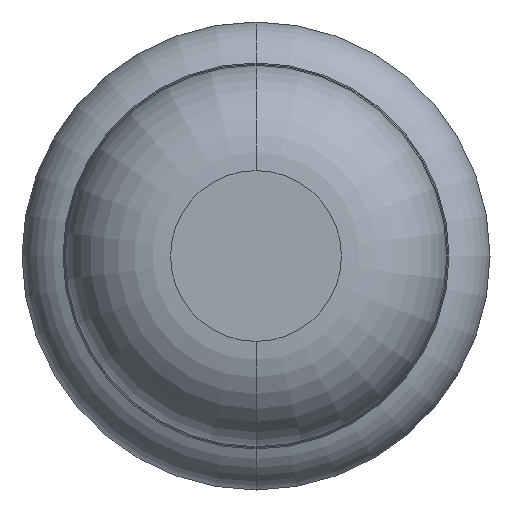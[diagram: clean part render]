
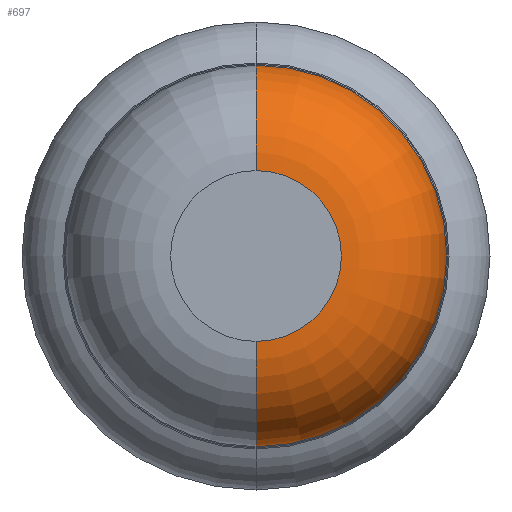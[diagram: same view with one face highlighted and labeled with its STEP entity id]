
A CAD part, front view. The second image highlights one B-rep face of the part: STEP entity #697.
In plain terms, the highlighted toroidal (fillet/blend) face has major radius 0.365 mm and minor radius 0.45 mm.
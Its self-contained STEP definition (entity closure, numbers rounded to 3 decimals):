
#68 = DIRECTION ( 'NONE',  ( 0., 0., 1. ) ) ;
#166 = VERTEX_POINT ( 'NONE', #3373 ) ;
#178 = EDGE_CURVE ( 'NONE', #166, #3122, #3772, .T. ) ;
#250 = CARTESIAN_POINT ( 'NONE',  ( 0., -34.9, -0.365 ) ) ;
#274 = CIRCLE ( 'NONE', #1623, 0.815 ) ;
#406 = DIRECTION ( 'NONE',  ( 0., 1., 0. ) ) ;
#467 = EDGE_LOOP ( 'NONE', ( #1750, #4506, #3393, #640 ) ) ;
#640 = ORIENTED_EDGE ( 'NONE', *, *, #178, .F. ) ;
#697 = ADVANCED_FACE ( 'Defeature ausgef�hrt1_3', ( #1241 ), #4034, .T. ) ;
#914 = DIRECTION ( 'NONE',  ( 0., 1., 0. ) ) ;
#1241 = FACE_OUTER_BOUND ( 'NONE', #467, .T. ) ;
#1245 = DIRECTION ( 'NONE',  ( 0., 1., 0. ) ) ;
#1274 = DIRECTION ( 'NONE',  ( 0., 0., 1. ) ) ;
#1522 = DIRECTION ( 'NONE',  ( -1., 0., 0. ) ) ;
#1609 = DIRECTION ( 'NONE',  ( 0., 0., 1. ) ) ;
#1623 = AXIS2_PLACEMENT_3D ( 'NONE', #3060, #914, #1274 ) ;
#1698 = AXIS2_PLACEMENT_3D ( 'NONE', #1885, #1522, #68 ) ;
#1750 = ORIENTED_EDGE ( 'NONE', *, *, #3720, .T. ) ;
#1885 = CARTESIAN_POINT ( 'NONE',  ( 0., -34.45, 0.365 ) ) ;
#1975 = EDGE_CURVE ( 'NONE', #3058, #3334, #3428, .T. ) ;
#2074 = CIRCLE ( 'NONE', #4171, 0.365 ) ;
#2193 = DIRECTION ( 'NONE',  ( 0., 0., -1. ) ) ;
#2429 = AXIS2_PLACEMENT_3D ( 'NONE', #4115, #1245, #1609 ) ;
#2553 = DIRECTION ( 'NONE',  ( 0., 0., 1. ) ) ;
#2710 = AXIS2_PLACEMENT_3D ( 'NONE', #4308, #3937, #2193 ) ;
#2958 = CARTESIAN_POINT ( 'NONE',  ( 0., -34.9, 0. ) ) ;
#2996 = CARTESIAN_POINT ( 'NONE',  ( 0., -34.45, -0.815 ) ) ;
#3045 = CARTESIAN_POINT ( 'NONE',  ( 0., -34.45, 0.815 ) ) ;
#3058 = VERTEX_POINT ( 'NONE', #250 ) ;
#3060 = CARTESIAN_POINT ( 'NONE',  ( 0., -34.45, 0. ) ) ;
#3122 = VERTEX_POINT ( 'NONE', #3045 ) ;
#3144 = EDGE_CURVE ( 'Defeature ausgef�hrt1_4+Defeature ausgef�hrt1_3+Defeature ausgef�hrt1_3+Defeature ausgef�hrt1_3', #3122, #3334, #274, .T. ) ;
#3334 = VERTEX_POINT ( 'NONE', #2996 ) ;
#3373 = CARTESIAN_POINT ( 'NONE',  ( 0., -34.9, 0.365 ) ) ;
#3393 = ORIENTED_EDGE ( 'NONE', *, *, #3144, .F. ) ;
#3428 = CIRCLE ( 'NONE', #2710, 0.45 ) ;
#3720 = EDGE_CURVE ( 'Defeature ausgef�hrt1_3+Defeature ausgef�hrt1_2+Defeature ausgef�hrt1_2+Defeature ausgef�hrt1_2', #166, #3058, #2074, .T. ) ;
#3772 = CIRCLE ( 'NONE', #1698, 0.45 ) ;
#3937 = DIRECTION ( 'NONE',  ( 1., 0., 0. ) ) ;
#4034 = TOROIDAL_SURFACE ( 'NONE', #2429, 0.365, 0.45 ) ;
#4115 = CARTESIAN_POINT ( 'NONE',  ( 0., -34.45, 0. ) ) ;
#4171 = AXIS2_PLACEMENT_3D ( 'NONE', #2958, #406, #2553 ) ;
#4308 = CARTESIAN_POINT ( 'NONE',  ( 0., -34.45, -0.365 ) ) ;
#4506 = ORIENTED_EDGE ( 'NONE', *, *, #1975, .T. ) ;
